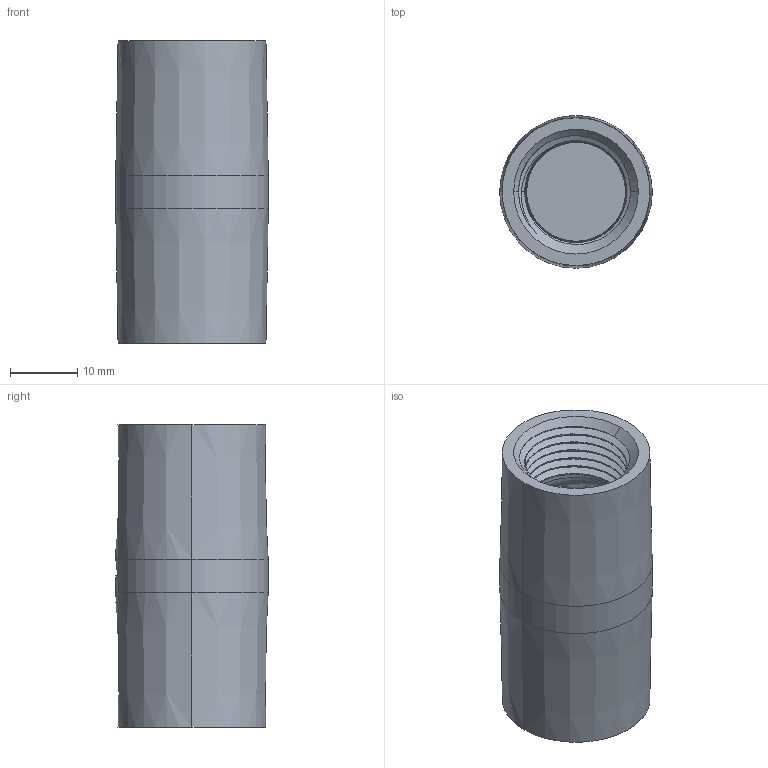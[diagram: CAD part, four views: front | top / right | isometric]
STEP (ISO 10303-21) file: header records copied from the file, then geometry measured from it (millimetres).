
FILE_DESCRIPTION (( 'STEP AP214' ), '1' );
FILE_NAME ('one-way valve V3.STEP', '2020-03-25T21:32:08', ( '' ), ( '' ), 'SwSTEP 2.0', 'SolidWorks 2019', '' );
FILE_SCHEMA (( 'AUTOMOTIVE_DESIGN' ));
Length unit declared in the file: millimetre
Products named in the file (3): one-way valve body V3_4464K353; one-way valve umbrella seal V3; one-way valve V3
Assembly tree (2 placements, depth 2):
  one-way valve V3
    one-way valve body V3_4464K353
    one-way valve umbrella seal V3
Bounding box: 22.7 x 22.67 x 45 mm (x, y, z)
Volume: 8545.8 mm3; surface area: 7995.2 mm2
Topology: 2 solids, 2 shells, 147 faces, 399 edges, 258 vertices
Faces by surface type: cylinder 53, cone 44, plane 32, torus 12, bspline 6
Entity records: 9768 total; most frequent: CARTESIAN_POINT 6083, ORIENTED_EDGE 798, DIRECTION 694, EDGE_CURVE 399, AXIS2_PLACEMENT_3D 275, VERTEX_POINT 258, EDGE_LOOP 163, FACE_OUTER_BOUND 147
